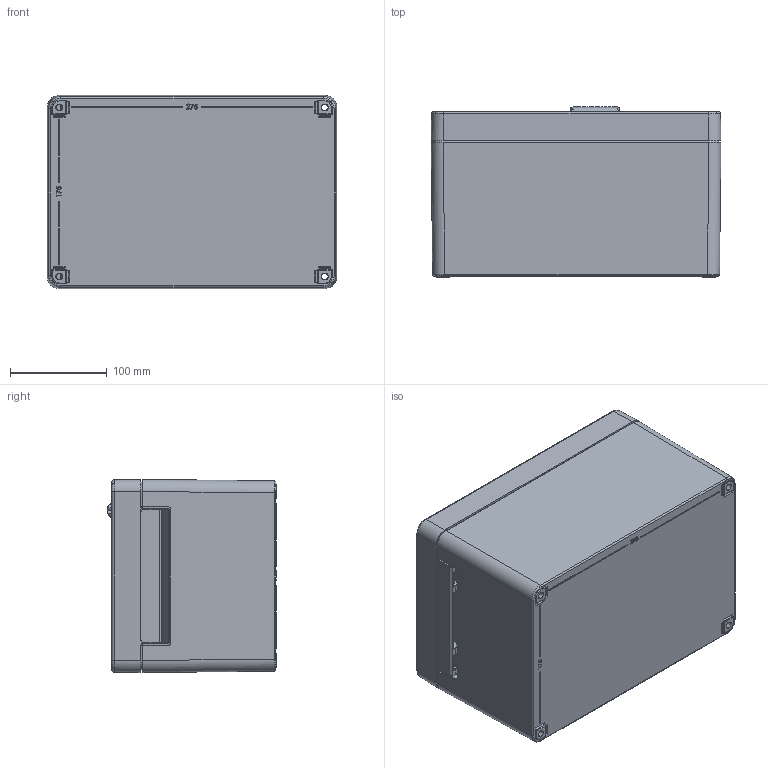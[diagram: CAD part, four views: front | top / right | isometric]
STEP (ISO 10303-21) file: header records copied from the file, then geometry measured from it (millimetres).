
FILE_DESCRIPTION (( 'STEP AP214' ), '1' );
FILE_NAME ('22203000.STEP', '2008-11-11T11:58:46', ( ' ' ), ( '' ), 'SwSTEP 2.0', 'SolidWorks 2008', '' );
FILE_SCHEMA (( 'AUTOMOTIVE_DESIGN' ));
Products named in the file (14): 22203000; 25300_Standard; 95031_Standard; 83010_Standard; 86233_Standard; 82009_Standard; 94071_Vorspannung 18 mm; 26300_Standard; 94201_Standard; 82210_Standard; 82209_Standard; 86234_Standard
Assembly tree (20 placements, depth 3):
  22203000
    95031_Standard  x2
    82209_Standard
    82009_Standard
    26300_Standard
      26300_Standard
    25300_Standard
      86234_Standard  x2
      86233_Standard  x4
      25300_Standard
    82210_Standard
    94071_Vorspannung 18 mm  x2
    83010_Standard  x2
    94201_Standard
Bounding box: 300.04 x 175.73 x 200 mm (x, y, z)
Volume: 440704.5 mm3; surface area: 622477 mm2
Topology: 17 solids, 18 shells, 3385 faces, 8048 edges, 4304 vertices
Faces by surface type: bspline 1300, cylinder 1078, plane 616, sphere 215, cone 104, torus 72
Entity records: 148119 total; most frequent: CARTESIAN_POINT 89222, ORIENTED_EDGE 14058, DIRECTION 9666, EDGE_CURVE 7029, VERTEX_POINT 3969, AXIS2_PLACEMENT_3D 3688, EDGE_LOOP 3236, ADVANCED_FACE 3147
